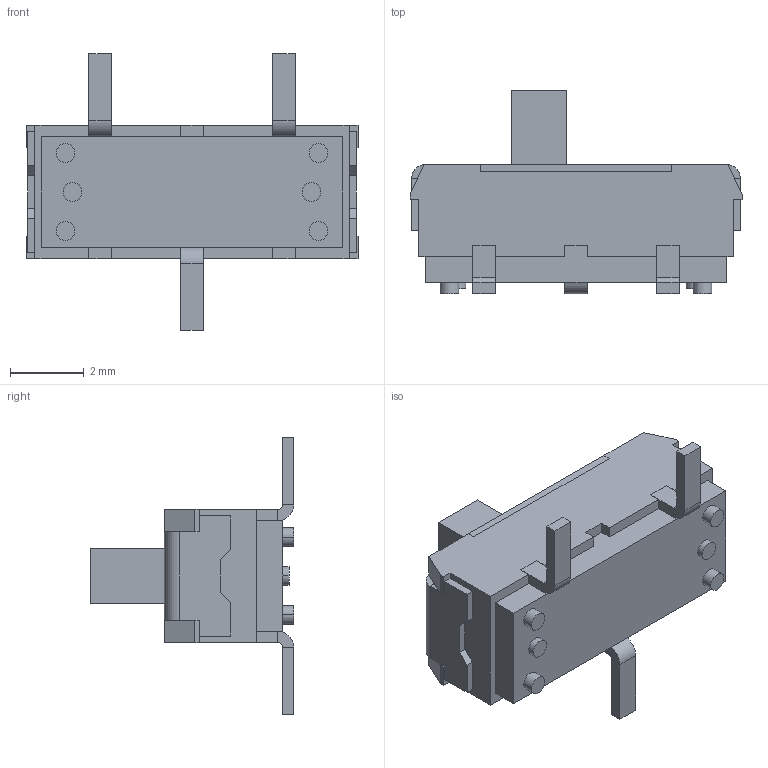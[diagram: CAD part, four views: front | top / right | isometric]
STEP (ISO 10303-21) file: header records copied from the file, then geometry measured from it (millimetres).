
FILE_DESCRIPTION(('FreeCAD Model'),'2;1');
FILE_NAME('Open CASCADE Shape Model','2024-01-10T15:17:16',('Author'),( ''),'Open CASCADE STEP processor 7.6','FreeCAD','Unknown');
FILE_SCHEMA(('AUTOMOTIVE_DESIGN { 1 0 10303 214 1 1 1 1 }'));
Length unit declared in the file: millimetre
Products named in the file (7): JS202011SCQN009; JS202011SCQN; JS202011SCQN001; JS202011SCQN002; JS202011SCQN004; JS202011SCQN005; JS202011SCQN008
Assembly tree (6 placements, depth 2):
  JS202011SCQN009
    JS202011SCQN
    JS202011SCQN001
    JS202011SCQN002
    JS202011SCQN004
    JS202011SCQN005
    JS202011SCQN008
Bounding box: 8.99 x 5.51 x 7.49 mm (x, y, z)
Volume: 101.2 mm3; surface area: 268.1 mm2
Topology: 6 solids, 6 shells, 204 faces, 512 edges, 328 vertices
Faces by surface type: plane 180, cylinder 24
Entity records: 6139 total; most frequent: CARTESIAN_POINT 1051, ORIENTED_EDGE 1024, DIRECTION 982, EDGE_CURVE 512, LINE 464, VECTOR 464, VERTEX_POINT 328, AXIS2_PLACEMENT_3D 259
